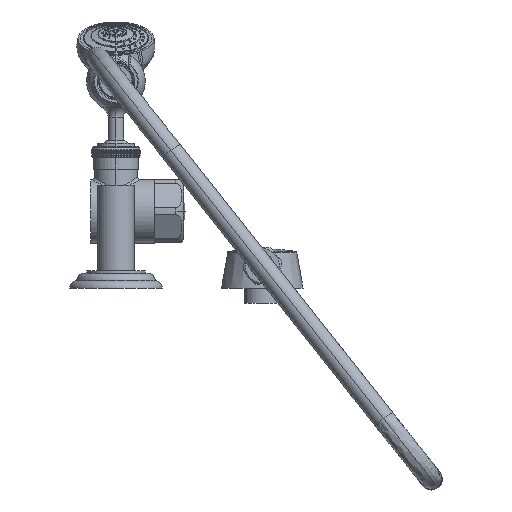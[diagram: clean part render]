
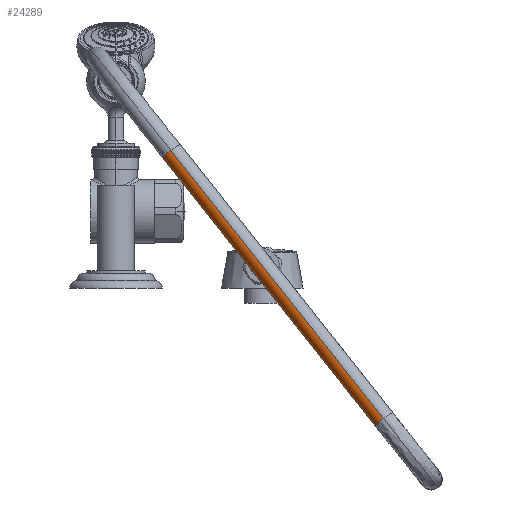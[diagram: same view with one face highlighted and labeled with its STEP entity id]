
A CAD part, front view. The second image highlights one B-rep face of the part: STEP entity #24289.
In plain terms, the highlighted cylindrical face has radius 7.112 mm (diameter 14.224 mm), a partial arc.
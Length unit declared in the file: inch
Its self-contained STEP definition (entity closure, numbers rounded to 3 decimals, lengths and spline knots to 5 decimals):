
#10182=DIRECTION('',(0.616,-0.132,-0.777));
#10183=VECTOR('',#10182,8.79013);
#10184=CARTESIAN_POINT('',(1.4441,-11.7413,
1.49116));
#10185=LINE('',#10184,#10183);
#10186=CARTESIAN_POINT('',(1.42108,-12.01884,
1.52019));
#10187=DIRECTION('',(0.616,-0.132,-0.777));
#10188=DIRECTION('',(-0.082,-0.991,0.104));
#10189=AXIS2_PLACEMENT_3D('',#10186,#10187,#10188);
#10191=DIRECTION('',(0.616,-0.132,-0.777));
#10192=VECTOR('',#10191,8.79013);
#10193=CARTESIAN_POINT('',(1.39806,-12.29637,
1.54922));
#10194=LINE('',#10193,#10192);
#10243=CARTESIAN_POINT('',(6.83462,-13.182,-5.30675));
#10244=DIRECTION('',(0.616,-0.132,-0.777));
#10245=DIRECTION('',(-0.082,-0.991,0.104));
#10246=AXIS2_PLACEMENT_3D('',#10243,#10244,#10245);
#14412=CARTESIAN_POINT('',(1.4441,-11.7413,
1.49116));
#14413=CARTESIAN_POINT('',(1.39806,-12.29637,
1.54922));
#14414=VERTEX_POINT('',#14412);
#14415=VERTEX_POINT('',#14413);
#14416=CARTESIAN_POINT('',(6.85764,-12.90446,
-5.33578));
#14417=CARTESIAN_POINT('',(6.8116,-13.45954,
-5.27772));
#14418=VERTEX_POINT('',#14416);
#14419=VERTEX_POINT('',#14417);
#24277=CARTESIAN_POINT('',(1.42108,-12.01884,
1.52019));
#24278=DIRECTION('',(0.616,-0.132,-0.777));
#24279=DIRECTION('',(0.082,0.991,-0.104));
#24280=AXIS2_PLACEMENT_3D('',#24277,#24278,#24279);
#24281=CYLINDRICAL_SURFACE('',#24280,0.28);
#24282=ORIENTED_EDGE('',*,*,#24242,.F.);
#24283=ORIENTED_EDGE('',*,*,#24272,.T.);
#24285=ORIENTED_EDGE('',*,*,#24284,.T.);
#24286=ORIENTED_EDGE('',*,*,#24268,.F.);
#24287=EDGE_LOOP('',(#24282,#24283,#24285,#24286));
#24288=FACE_OUTER_BOUND('',#24287,.F.);
#24289=ADVANCED_FACE('',(#24288),#24281,.T.);
#10190=CIRCLE('',#10189,0.28);
#10247=CIRCLE('',#10246,0.28);
#24242=EDGE_CURVE('',#14415,#14414,#10190,.T.);
#24268=EDGE_CURVE('',#14414,#14418,#10185,.T.);
#24272=EDGE_CURVE('',#14415,#14419,#10194,.T.);
#24284=EDGE_CURVE('',#14419,#14418,#10247,.T.);
